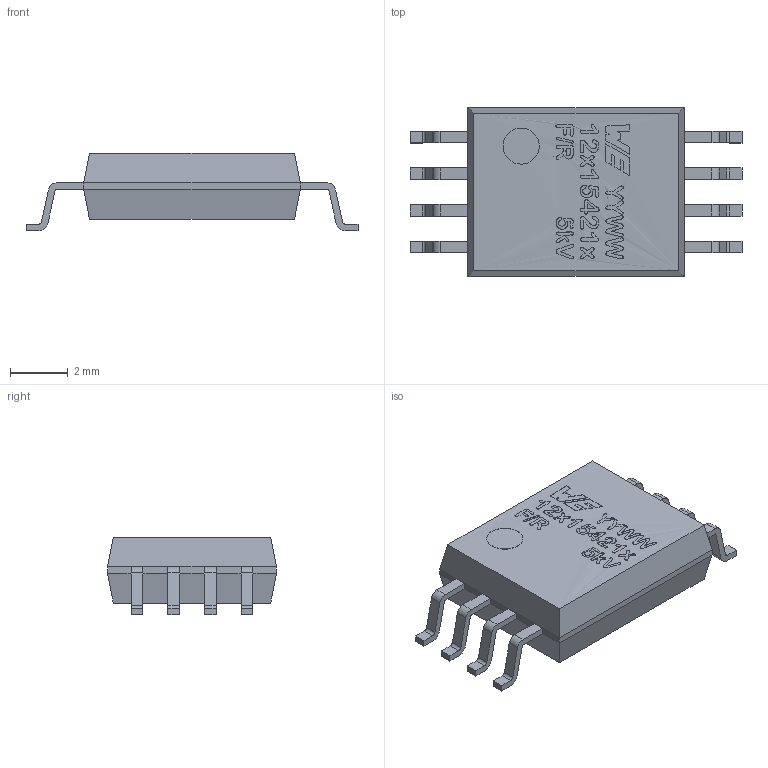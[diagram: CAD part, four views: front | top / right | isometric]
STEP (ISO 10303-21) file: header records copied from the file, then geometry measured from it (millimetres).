
FILE_DESCRIPTION(/* description */ ('Unknown'),/* implementation_level */ '2;1');
FILE_NAME(/* name */ 'U_Wurth_WPME-CDIS-SOIC8WB',/* time_stamp */ '2025-06-06T17:06:09+08:00',/* author */ ('Unknown'),/* organization */ ('Unknown'),/* preprocessor_version */ 'ST-DEVELOPER v19.4',/* originating_system */ 'Solid Edge',/* authorisation */ 'Unknown');
FILE_SCHEMA (('AUTOMOTIVE_DESIGN {1 0 10303 214 3 1 1}'));
Length unit declared in the file: millimetre
Products named in the file (2): U_Wurth_WPME-CDIS-SOIC8WB
Assembly tree (1 placements, depth 2):
  U_Wurth_WPME-CDIS-SOIC8WB
    U_Wurth_WPME-CDIS-SOIC8WB
Bounding box: 11.5 x 5.85 x 2.69 mm (x, y, z)
Volume: 97.2 mm3; surface area: 169.4 mm2
Topology: 1 solids, 1 shells, 216 faces, 583 edges, 393 vertices
Faces by surface type: plane 158, cylinder 35, bspline 23
Full cylindrical faces by diameter (mm): 1.25 x1
Entity records: 9547 total; most frequent: CARTESIAN_POINT 2831, ORIENTED_EDGE 1162, DIRECTION 894, EDGE_CURVE 581, VERTEX_POINT 393, LINE 372, VECTOR 372, AXIS2_PLACEMENT_3D 261
